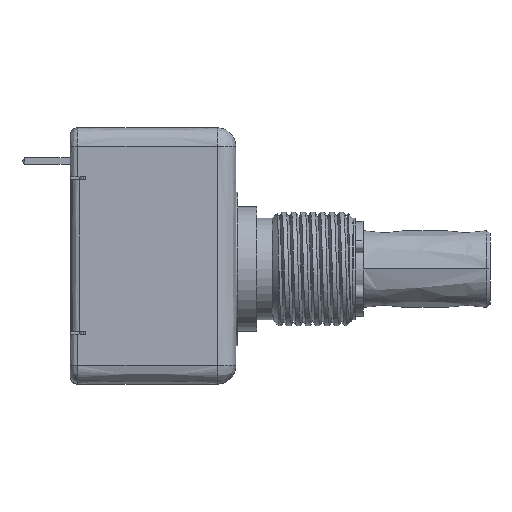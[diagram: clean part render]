
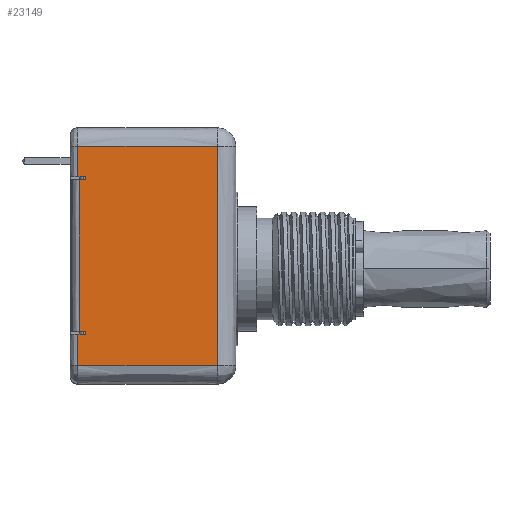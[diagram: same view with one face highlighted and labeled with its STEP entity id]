
A CAD part, top view. The second image highlights one B-rep face of the part: STEP entity #23149.
In plain terms, the highlighted free-form (B-spline) face has degree [1, 1] with [2, 2] control points.
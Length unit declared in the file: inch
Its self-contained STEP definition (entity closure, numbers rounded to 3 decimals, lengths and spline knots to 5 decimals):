
#8285=DIRECTION('',(0.,1.,0.));
#8286=VECTOR('',#8285,0.01);
#8287=CARTESIAN_POINT('',(-0.51404,0.29,0.3125));
#8288=LINE('',#8287,#8286);
#8313=DIRECTION('',(0.,1.,0.));
#8314=VECTOR('',#8313,0.01);
#8315=CARTESIAN_POINT('',(-0.51404,-0.213,0.3125));
#8316=LINE('',#8315,#8314);
#9383=DIRECTION('',(1.,0.,0.));
#9384=VECTOR('',#9383,0.02);
#9385=CARTESIAN_POINT('',(-0.53404,0.29,0.3125));
#9386=LINE('',#9385,#9384);
#9513=DIRECTION('',(1.,0.,0.));
#9514=VECTOR('',#9513,0.02);
#9515=CARTESIAN_POINT('',(-0.53404,-0.203,0.3125));
#9516=LINE('',#9515,#9514);
#9649=DIRECTION('',(0.,1.,0.));
#9650=VECTOR('',#9649,0.493);
#9651=CARTESIAN_POINT('',(-0.53404,-0.203,0.3125));
#9652=LINE('',#9651,#9650);
#9656=DIRECTION('',(-1.,0.,0.));
#9657=VECTOR('',#9656,0.025);
#9658=CARTESIAN_POINT('',(-0.51404,0.3,0.3125));
#9659=LINE('',#9658,#9657);
#9663=DIRECTION('',(-1.,0.,0.));
#9664=VECTOR('',#9663,0.455);
#9665=CARTESIAN_POINT('',(-0.08404,-0.315,0.3125));
#9666=LINE('',#9665,#9664);
#9692=DIRECTION('',(0.,1.,0.));
#9693=VECTOR('',#9692,0.1);
#9694=CARTESIAN_POINT('',(-0.53904,0.3,0.3125));
#9695=LINE('',#9694,#9693);
#9714=DIRECTION('',(-1.,0.,0.));
#9715=VECTOR('',#9714,0.455);
#9716=CARTESIAN_POINT('',(-0.08404,0.4,0.3125));
#9717=LINE('',#9716,#9715);
#9721=DIRECTION('',(0.,-1.,0.));
#9722=VECTOR('',#9721,0.715);
#9723=CARTESIAN_POINT('',(-0.08404,0.4,0.3125));
#9724=LINE('',#9723,#9722);
#9929=DIRECTION('',(0.,1.,0.));
#9930=VECTOR('',#9929,0.102);
#9931=CARTESIAN_POINT('',(-0.53904,-0.315,0.3125));
#9932=LINE('',#9931,#9930);
#9958=DIRECTION('',(-1.,0.,0.));
#9959=VECTOR('',#9958,0.025);
#9960=CARTESIAN_POINT('',(-0.51404,-0.213,0.3125));
#9961=LINE('',#9960,#9959);
#12649=CARTESIAN_POINT('',(-0.08404,0.4,0.3125));
#12650=CARTESIAN_POINT('',(-0.08404,-0.315,0.3125));
#12651=VERTEX_POINT('',#12649);
#12652=VERTEX_POINT('',#12650);
#12675=CARTESIAN_POINT('',(-0.51404,-0.213,0.3125));
#12677=VERTEX_POINT('',#12675);
#12691=CARTESIAN_POINT('',(-0.51404,0.3,0.3125));
#12692=VERTEX_POINT('',#12691);
#12715=CARTESIAN_POINT('',(-0.53904,-0.315,0.3125));
#12716=CARTESIAN_POINT('',(-0.53904,-0.213,0.3125));
#12717=VERTEX_POINT('',#12715);
#12718=VERTEX_POINT('',#12716);
#12731=CARTESIAN_POINT('',(-0.53904,0.3,0.3125));
#12733=VERTEX_POINT('',#12731);
#12737=CARTESIAN_POINT('',(-0.53904,0.4,0.3125));
#12738=VERTEX_POINT('',#12737);
#12815=CARTESIAN_POINT('',(-0.53404,-0.203,0.3125));
#12816=VERTEX_POINT('',#12815);
#12825=CARTESIAN_POINT('',(-0.53404,0.29,0.3125));
#12826=VERTEX_POINT('',#12825);
#12839=CARTESIAN_POINT('',(-0.51404,-0.203,0.3125));
#12840=VERTEX_POINT('',#12839);
#12841=CARTESIAN_POINT('',(-0.51404,0.29,0.3125));
#12842=VERTEX_POINT('',#12841);
#23123=CARTESIAN_POINT('',(-0.07494,-0.3293,0.3125));
#23124=CARTESIAN_POINT('',(-0.54814,-0.3293,0.3125));
#23125=CARTESIAN_POINT('',(-0.07494,0.4143,0.3125));
#23126=CARTESIAN_POINT('',(-0.54814,0.4143,0.3125));
#23127=B_SPLINE_SURFACE_WITH_KNOTS('',1,1,((#23123,#23124),(#23125,#23126)),
.UNSPECIFIED.,.F.,.F.,.F.,(2,2),(2,2),(0.0457,0.7893),(0.0509,0.5241),
.UNSPECIFIED.);
#23128=ORIENTED_EDGE('',*,*,#21991,.T.);
#23129=ORIENTED_EDGE('',*,*,#22919,.F.);
#23130=ORIENTED_EDGE('',*,*,#23118,.T.);
#23131=ORIENTED_EDGE('',*,*,#22860,.T.);
#23132=ORIENTED_EDGE('',*,*,#21983,.T.);
#23134=ORIENTED_EDGE('',*,*,#23133,.T.);
#23136=ORIENTED_EDGE('',*,*,#23135,.T.);
#23138=ORIENTED_EDGE('',*,*,#23137,.F.);
#23140=ORIENTED_EDGE('',*,*,#23139,.T.);
#23142=ORIENTED_EDGE('',*,*,#23141,.T.);
#23144=ORIENTED_EDGE('',*,*,#23143,.T.);
#23146=ORIENTED_EDGE('',*,*,#23145,.F.);
#23147=EDGE_LOOP('',(#23128,#23129,#23130,#23131,#23132,#23134,#23136,#23138,
#23140,#23142,#23144,#23146));
#23148=FACE_OUTER_BOUND('',#23147,.F.);
#23149=ADVANCED_FACE('',(#23148),#23127,.T.);
#21983=EDGE_CURVE('',#12842,#12692,#8288,.T.);
#21991=EDGE_CURVE('',#12677,#12840,#8316,.T.);
#22860=EDGE_CURVE('',#12826,#12842,#9386,.T.);
#22919=EDGE_CURVE('',#12816,#12840,#9516,.T.);
#23118=EDGE_CURVE('',#12816,#12826,#9652,.T.);
#23133=EDGE_CURVE('',#12692,#12733,#9659,.T.);
#23135=EDGE_CURVE('',#12733,#12738,#9695,.T.);
#23137=EDGE_CURVE('',#12651,#12738,#9717,.T.);
#23139=EDGE_CURVE('',#12651,#12652,#9724,.T.);
#23141=EDGE_CURVE('',#12652,#12717,#9666,.T.);
#23143=EDGE_CURVE('',#12717,#12718,#9932,.T.);
#23145=EDGE_CURVE('',#12677,#12718,#9961,.T.);
